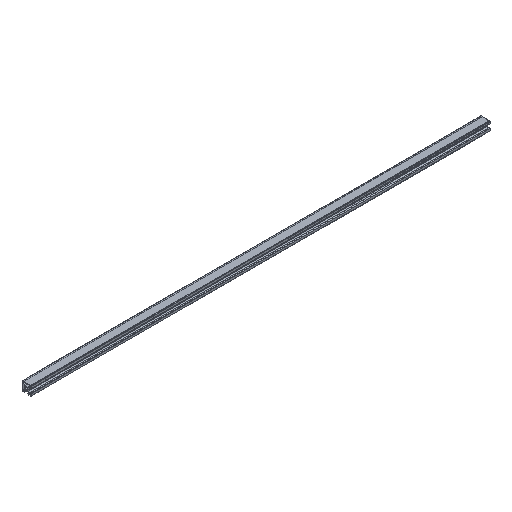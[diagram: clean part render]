
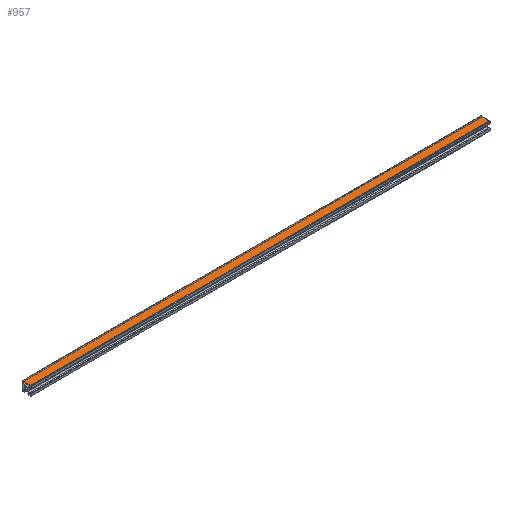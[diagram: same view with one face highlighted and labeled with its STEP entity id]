
A CAD part, isometric view. The second image highlights one B-rep face of the part: STEP entity #957.
In plain terms, the highlighted free-form (B-spline) face has degree [1, 1] with [2, 2] control points.
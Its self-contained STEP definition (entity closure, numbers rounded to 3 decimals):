
#957 = ADVANCED_FACE('',(#958),#988,.T.);
#958 = FACE_BOUND('',#959,.T.);
#959 = EDGE_LOOP('',(#960,#969,#976,#983));
#960 = ORIENTED_EDGE('',*,*,#961,.T.);
#961 = EDGE_CURVE('',#962,#964,#966,.T.);
#962 = VERTEX_POINT('',#963);
#963 = CARTESIAN_POINT('',(0.,11.015,12.239));
#964 = VERTEX_POINT('',#965);
#965 = CARTESIAN_POINT('',(1223.89,11.015,
    12.239));
#966 = B_SPLINE_CURVE_WITH_KNOTS('',1,(#967,#968),.UNSPECIFIED.,.F.,.F.,
  (2,2),(0.,1000.),.PIECEWISE_BEZIER_KNOTS.);
#967 = CARTESIAN_POINT('',(0.,11.015,12.239));
#968 = CARTESIAN_POINT('',(1223.89,11.015,
    12.239));
#969 = ORIENTED_EDGE('',*,*,#970,.T.);
#970 = EDGE_CURVE('',#964,#971,#973,.T.);
#971 = VERTEX_POINT('',#972);
#972 = CARTESIAN_POINT('',(1223.89,-11.015,
    12.239));
#973 = B_SPLINE_CURVE_WITH_KNOTS('',1,(#974,#975),.UNSPECIFIED.,.F.,.F.,
  (2,2),(0.,18.),.PIECEWISE_BEZIER_KNOTS.);
#974 = CARTESIAN_POINT('',(1223.89,11.015,
    12.239));
#975 = CARTESIAN_POINT('',(1223.89,-11.015,
    12.239));
#976 = ORIENTED_EDGE('',*,*,#977,.T.);
#977 = EDGE_CURVE('',#971,#978,#980,.T.);
#978 = VERTEX_POINT('',#979);
#979 = CARTESIAN_POINT('',(0.,-11.015,12.239));
#980 = B_SPLINE_CURVE_WITH_KNOTS('',1,(#981,#982),.UNSPECIFIED.,.F.,.F.,
  (2,2),(0.,1000.),.PIECEWISE_BEZIER_KNOTS.);
#981 = CARTESIAN_POINT('',(1223.89,-11.015,
    12.239));
#982 = CARTESIAN_POINT('',(0.,-11.015,12.239));
#983 = ORIENTED_EDGE('',*,*,#984,.T.);
#984 = EDGE_CURVE('',#978,#962,#985,.T.);
#985 = B_SPLINE_CURVE_WITH_KNOTS('',1,(#986,#987),.UNSPECIFIED.,.F.,.F.,
  (2,2),(0.,18.),.PIECEWISE_BEZIER_KNOTS.);
#986 = CARTESIAN_POINT('',(0.,-11.015,12.239));
#987 = CARTESIAN_POINT('',(0.,11.015,12.239));
#988 = B_SPLINE_SURFACE_WITH_KNOTS('',1,1,(
    (#989,#990)
    ,(#991,#992)),.UNSPECIFIED.,.F.,.F.,.F.,(2,2),(2,2),(0.,1.),(0.,1.),
  .PIECEWISE_BEZIER_KNOTS.);
#989 = CARTESIAN_POINT('',(1223.89,-11.015,
    12.239));
#990 = CARTESIAN_POINT('',(1223.89,11.015,
    12.239));
#991 = CARTESIAN_POINT('',(0.,-11.015,12.239));
#992 = CARTESIAN_POINT('',(0.,11.015,12.239));
